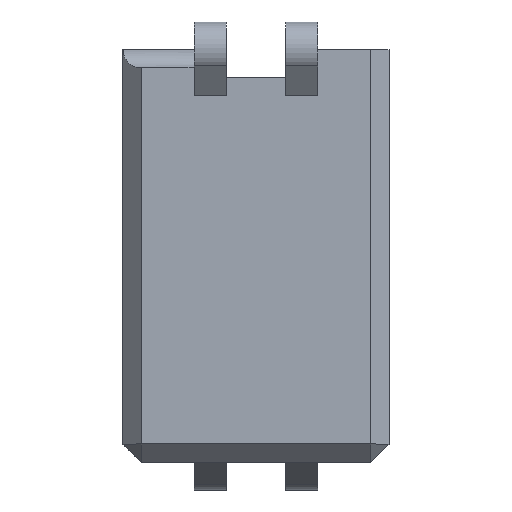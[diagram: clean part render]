
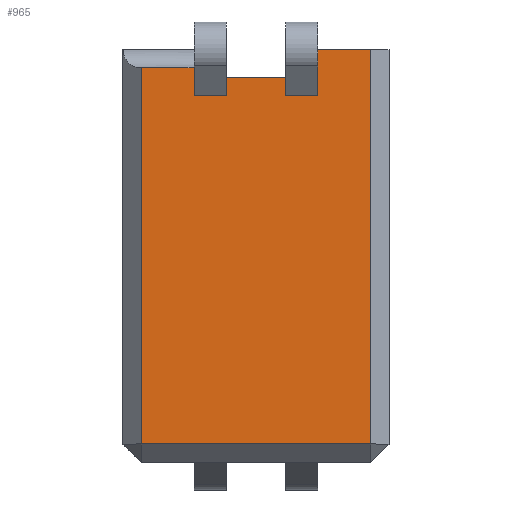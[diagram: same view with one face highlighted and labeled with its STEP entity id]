
A CAD part, top view. The second image highlights one B-rep face of the part: STEP entity #965.
In plain terms, the highlighted planar face has unit normal (0, 0, 1).
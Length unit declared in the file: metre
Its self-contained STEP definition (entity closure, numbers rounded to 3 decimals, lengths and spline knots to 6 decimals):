
#49=ORIENTED_EDGE('',*,*,#325,.F.);
#50=ORIENTED_EDGE('',*,*,#326,.F.);
#51=ORIENTED_EDGE('',*,*,#327,.T.);
#52=ORIENTED_EDGE('',*,*,#328,.T.);
#53=ORIENTED_EDGE('',*,*,#329,.F.);
#54=ORIENTED_EDGE('',*,*,#330,.F.);
#55=ORIENTED_EDGE('',*,*,#331,.T.);
#56=ORIENTED_EDGE('',*,*,#332,.F.);
#57=ORIENTED_EDGE('',*,*,#333,.T.);
#58=ORIENTED_EDGE('',*,*,#334,.T.);
#59=ORIENTED_EDGE('',*,*,#335,.F.);
#60=ORIENTED_EDGE('',*,*,#336,.T.);
#325=EDGE_CURVE('',#463,#464,#553,.T.);
#326=EDGE_CURVE('',#465,#463,#554,.T.);
#327=EDGE_CURVE('',#465,#466,#555,.T.);
#328=EDGE_CURVE('',#466,#467,#556,.T.);
#329=EDGE_CURVE('',#468,#467,#557,.T.);
#330=EDGE_CURVE('',#469,#468,#558,.T.);
#331=EDGE_CURVE('',#469,#470,#559,.T.);
#332=EDGE_CURVE('',#471,#470,#560,.T.);
#333=EDGE_CURVE('',#471,#472,#561,.T.);
#334=EDGE_CURVE('',#472,#473,#562,.T.);
#335=EDGE_CURVE('',#474,#473,#563,.T.);
#336=EDGE_CURVE('',#474,#464,#564,.T.);
#463=VERTEX_POINT('',#1403);
#464=VERTEX_POINT('',#1404);
#465=VERTEX_POINT('',#1406);
#466=VERTEX_POINT('',#1408);
#467=VERTEX_POINT('',#1410);
#468=VERTEX_POINT('',#1412);
#469=VERTEX_POINT('',#1414);
#470=VERTEX_POINT('',#1416);
#471=VERTEX_POINT('',#1418);
#472=VERTEX_POINT('',#1420);
#473=VERTEX_POINT('',#1422);
#474=VERTEX_POINT('',#1424);
#553=LINE('',#1402,#666);
#554=LINE('',#1405,#667);
#555=LINE('',#1407,#668);
#556=LINE('',#1409,#669);
#557=LINE('',#1411,#670);
#558=LINE('',#1413,#671);
#559=LINE('',#1415,#672);
#560=LINE('',#1417,#673);
#561=LINE('',#1419,#674);
#562=LINE('',#1421,#675);
#563=LINE('',#1423,#676);
#564=LINE('',#1425,#677);
#666=VECTOR('',#1123,1.);
#667=VECTOR('',#1124,1.);
#668=VECTOR('',#1125,1.);
#669=VECTOR('',#1126,1.);
#670=VECTOR('',#1127,1.);
#671=VECTOR('',#1128,1.);
#672=VECTOR('',#1129,1.);
#673=VECTOR('',#1130,1.);
#674=VECTOR('',#1131,1.);
#675=VECTOR('',#1132,1.);
#676=VECTOR('',#1133,1.);
#677=VECTOR('',#1134,1.);
#779=EDGE_LOOP('',(#49,#50,#51,#52,#53,#54,#55,#56,#57,#58,#59,#60));
#849=FACE_BOUND('',#779,.T.);
#919=PLANE('',#1036);
#965=ADVANCED_FACE('',(#849),#919,.F.);
#1036=AXIS2_PLACEMENT_3D('',#1401,#1121,#1122);
#1121=DIRECTION('',(0.,0.,-1.));
#1122=DIRECTION('',(-1.,0.,0.));
#1123=DIRECTION('',(1.,0.,0.));
#1124=DIRECTION('',(0.,1.,0.));
#1125=DIRECTION('',(1.,0.,0.));
#1126=DIRECTION('',(0.,1.,0.));
#1127=DIRECTION('',(1.,0.,0.));
#1128=DIRECTION('',(0.,1.,0.));
#1129=DIRECTION('',(-1.,0.,0.));
#1130=DIRECTION('',(0.,-1.,0.));
#1131=DIRECTION('',(-1.,0.,0.));
#1132=DIRECTION('',(0.,-1.,0.));
#1133=DIRECTION('',(1.,0.,0.));
#1134=DIRECTION('',(0.,1.,0.));
#1401=CARTESIAN_POINT('',(0.00725,0.041,0.0115));
#1402=CARTESIAN_POINT('',(-0.03175,0.039,0.0115));
#1403=CARTESIAN_POINT('',(-0.0125,0.039,0.0115));
#1404=CARTESIAN_POINT('',(-0.00675,0.039,0.0115));
#1405=CARTESIAN_POINT('',(-0.0125,0.041,0.0115));
#1406=CARTESIAN_POINT('',(-0.0125,-0.002,0.0115));
#1407=CARTESIAN_POINT('',(0.0145,-0.002,0.0115));
#1408=CARTESIAN_POINT('',(0.0125,-0.002,0.0115));
#1409=CARTESIAN_POINT('',(0.0125,0.041,0.0115));
#1410=CARTESIAN_POINT('',(0.0125,0.041,0.0115));
#1411=CARTESIAN_POINT('',(0.00725,0.041,0.0115));
#1412=CARTESIAN_POINT('',(0.00675,0.041,0.0115));
#1413=CARTESIAN_POINT('',(0.00675,0.041,0.0115));
#1414=CARTESIAN_POINT('',(0.00675,0.036,0.0115));
#1415=CARTESIAN_POINT('',(0.00675,0.036,0.0115));
#1416=CARTESIAN_POINT('',(0.00325,0.036,0.0115));
#1417=CARTESIAN_POINT('',(0.00325,0.041,0.0115));
#1418=CARTESIAN_POINT('',(0.00325,0.038,0.0115));
#1419=CARTESIAN_POINT('',(0.00325,0.038,0.0115));
#1420=CARTESIAN_POINT('',(-0.00325,0.038,0.0115));
#1421=CARTESIAN_POINT('',(-0.00325,0.041,0.0115));
#1422=CARTESIAN_POINT('',(-0.00325,0.036,0.0115));
#1423=CARTESIAN_POINT('',(-0.00675,0.036,0.0115));
#1424=CARTESIAN_POINT('',(-0.00675,0.036,0.0115));
#1425=CARTESIAN_POINT('',(-0.00675,0.041,0.0115));
